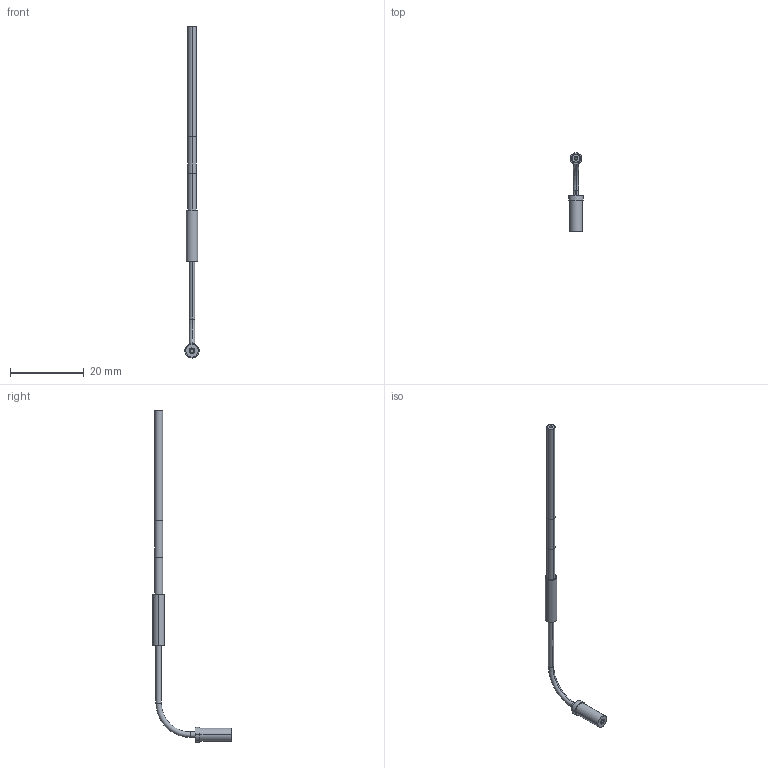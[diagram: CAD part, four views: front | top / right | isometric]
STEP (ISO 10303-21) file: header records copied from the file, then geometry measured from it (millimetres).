
FILE_DESCRIPTION((''),'2;1');
FILE_NAME('193356_ASM','2016-03-02T',('pdmadmin'),(''),'PRO/ENGINEER BY PARAMETRIC TECHNOLOGY CORPORATION, 2013230','PRO/ENGINEER BY PARAMETRIC TECHNOLOGY CORPORATION, 2013230','');
FILE_SCHEMA(('CONFIG_CONTROL_DESIGN'));
Length unit declared in the file: inch
Products named in the file (7): 35314_AF0; 14782_AF0; 66774_AF0; 10140_AF0; FIBER_CORE_1MM_AF0; 68645_ASM; 193356_ASM
Assembly tree (6 placements, depth 3):
  193356_ASM
    68645_ASM
      35314_AF0
      14782_AF0
      66774_AF0
      10140_AF0
      FIBER_CORE_1MM_AF0
Bounding box: 3.96 x 21.3 x 90.21 mm (x, y, z)
Volume: 348.7 mm3; surface area: 1479.5 mm2
Topology: 5 solids, 6 shells, 61 faces, 122 edges, 72 vertices
Faces by surface type: cylinder 36, plane 11, cone 6, torus 4, bspline 4
Entity records: 1972 total; most frequent: CARTESIAN_POINT 459, DIRECTION 348, ORIENTED_EDGE 240, AXIS2_PLACEMENT_3D 153, EDGE_CURVE 122, CIRCLE 76, VERTEX_POINT 72, EDGE_LOOP 70
